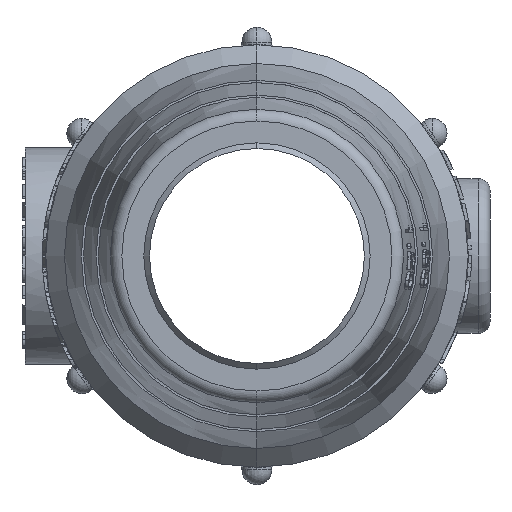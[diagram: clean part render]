
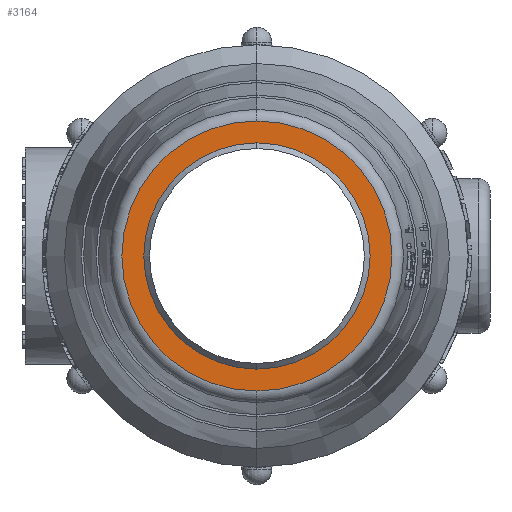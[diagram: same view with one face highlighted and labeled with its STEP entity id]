
A CAD part, front view. The second image highlights one B-rep face of the part: STEP entity #3164.
In plain terms, the highlighted planar face has unit normal (0, -1, 0).
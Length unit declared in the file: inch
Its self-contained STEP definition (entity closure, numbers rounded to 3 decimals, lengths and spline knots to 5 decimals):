
#265 = DIRECTION ( 'NONE',  ( 0., 0., 1. ) ) ;
#3021 = ORIENTED_EDGE ( 'NONE', *, *, #11494, .T. ) ;
#3164 = ADVANCED_FACE ( 'NONE', ( #4286, #34388 ), #22235, .F. ) ;
#3747 = DIRECTION ( 'NONE',  ( 0., -1., 0. ) ) ;
#4286 = FACE_BOUND ( 'NONE', #21001, .T. ) ;
#4806 = ORIENTED_EDGE ( 'NONE', *, *, #41249, .T. ) ;
#5855 = DIRECTION ( 'NONE',  ( 0., 0., 1. ) ) ;
#5978 = ORIENTED_EDGE ( 'NONE', *, *, #9590, .T. ) ;
#7011 = AXIS2_PLACEMENT_3D ( 'NONE', #37659, #38389, #265 ) ;
#7994 = DIRECTION ( 'NONE',  ( 0., 1., 0. ) ) ;
#9016 = CARTESIAN_POINT ( 'NONE',  ( -5.99803, -3.9375, 3.77317 ) ) ;
#9590 = EDGE_CURVE ( 'NONE', #44909, #10379, #17895, .T. ) ;
#10379 = VERTEX_POINT ( 'NONE', #9016 ) ;
#10707 = AXIS2_PLACEMENT_3D ( 'NONE', #21528, #17765, #5855 ) ;
#11494 = EDGE_CURVE ( 'NONE', #24773, #11624, #46797, .T. ) ;
#11624 = VERTEX_POINT ( 'NONE', #26851 ) ;
#13901 = ORIENTED_EDGE ( 'NONE', *, *, #27421, .T. ) ;
#15255 = CIRCLE ( 'NONE', #20037, 0.72246 ) ;
#17765 = DIRECTION ( 'NONE',  ( 0., 1., 0. ) ) ;
#17895 = CIRCLE ( 'NONE', #10707, 0.60545 ) ;
#18974 = DIRECTION ( 'NONE',  ( 0., 0., 1. ) ) ;
#20037 = AXIS2_PLACEMENT_3D ( 'NONE', #26862, #3747, #42570 ) ;
#20086 = CARTESIAN_POINT ( 'NONE',  ( -5.99803, -3.9375, 2.56227 ) ) ;
#20799 = CARTESIAN_POINT ( 'NONE',  ( -5.99803, -3.9375, 3.16772 ) ) ;
#21001 = EDGE_LOOP ( 'NONE', ( #13901, #5978 ) ) ;
#21528 = CARTESIAN_POINT ( 'NONE',  ( -5.99803, -3.9375, 3.16772 ) ) ;
#21938 = AXIS2_PLACEMENT_3D ( 'NONE', #37432, #7994, #18974 ) ;
#22235 = PLANE ( 'NONE',  #21938 ) ;
#24436 = AXIS2_PLACEMENT_3D ( 'NONE', #20799, #28729, #24778 ) ;
#24773 = VERTEX_POINT ( 'NONE', #42801 ) ;
#24778 = DIRECTION ( 'NONE',  ( 0., 0., 1. ) ) ;
#26851 = CARTESIAN_POINT ( 'NONE',  ( -5.99803, -3.9375, 2.44526 ) ) ;
#26862 = CARTESIAN_POINT ( 'NONE',  ( -5.99803, -3.9375, 3.16772 ) ) ;
#27421 = EDGE_CURVE ( 'NONE', #10379, #44909, #45914, .T. ) ;
#28729 = DIRECTION ( 'NONE',  ( 0., 1., 0. ) ) ;
#34388 = FACE_OUTER_BOUND ( 'NONE', #42488, .T. ) ;
#37432 = CARTESIAN_POINT ( 'NONE',  ( -5.99803, -3.9375, 2.39145 ) ) ;
#37659 = CARTESIAN_POINT ( 'NONE',  ( -5.99803, -3.9375, 3.16772 ) ) ;
#38389 = DIRECTION ( 'NONE',  ( 0., -1., 0. ) ) ;
#41249 = EDGE_CURVE ( 'NONE', #11624, #24773, #15255, .T. ) ;
#42488 = EDGE_LOOP ( 'NONE', ( #3021, #4806 ) ) ;
#42570 = DIRECTION ( 'NONE',  ( 0., 0., 1. ) ) ;
#42801 = CARTESIAN_POINT ( 'NONE',  ( -5.99803, -3.9375, 3.89018 ) ) ;
#44909 = VERTEX_POINT ( 'NONE', #20086 ) ;
#45914 = CIRCLE ( 'NONE', #24436, 0.60545 ) ;
#46797 = CIRCLE ( 'NONE', #7011, 0.72246 ) ;
